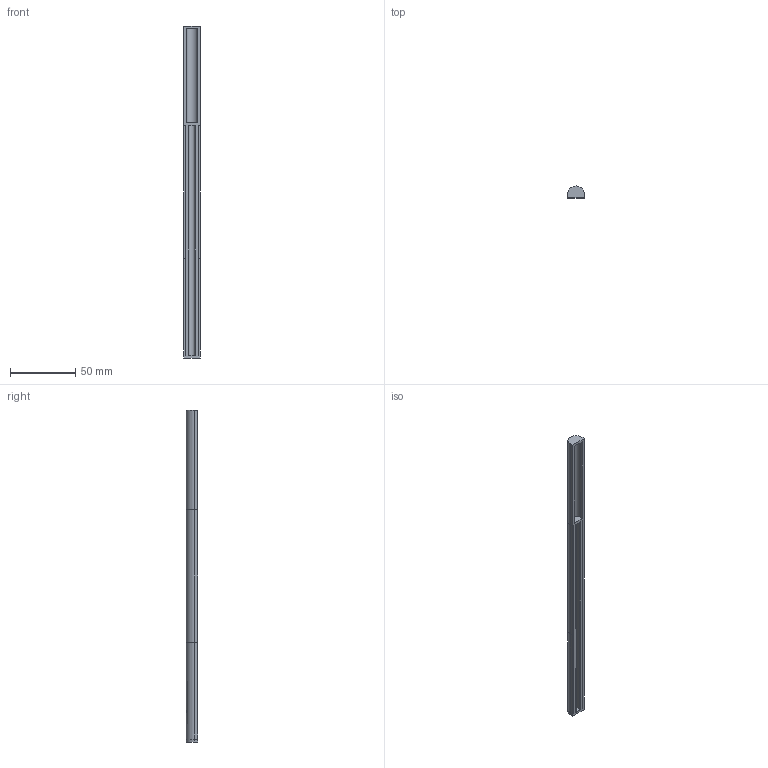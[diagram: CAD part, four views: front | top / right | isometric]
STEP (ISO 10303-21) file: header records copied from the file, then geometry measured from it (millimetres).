
FILE_DESCRIPTION(/* description */ (''),/* implementation_level */ '2;1');
FILE_NAME(/* name */ 'post.step',/* time_stamp */ '2023-08-12T18:24:39-04:00',/* author */ (''),/* organization */ (''),/* preprocessor_version */ 'ST-DEVELOPER v20',/* originating_system */ 'Autodesk Translation Framework v12.9.0.99',/* authorisation */ '');
FILE_SCHEMA (('AUTOMOTIVE_DESIGN { 1 0 10303 214 3 1 1 }'));
Length unit declared in the file: inch
Products named in the file (4): (Unsaved); white; green; black
Assembly tree (3 placements, depth 2):
  (Unsaved)
    white
    green
    black
Bounding box: 12.7 x 9.09 x 254 mm (x, y, z)
Volume: 16179.2 mm3; surface area: 20119.7 mm2
Topology: 3 solids, 3 shells, 254 faces, 735 edges, 490 vertices
Faces by surface type: plane 238, cylinder 12, bspline 4
Entity records: 8766 total; most frequent: CARTESIAN_POINT 1828, ORIENTED_EDGE 1470, DIRECTION 1378, EDGE_CURVE 735, LINE 574, VECTOR 574, VERTEX_POINT 490, AXIS2_PLACEMENT_3D 402
